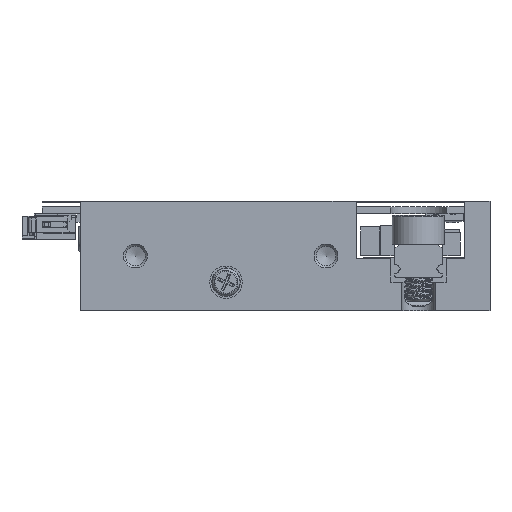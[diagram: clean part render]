
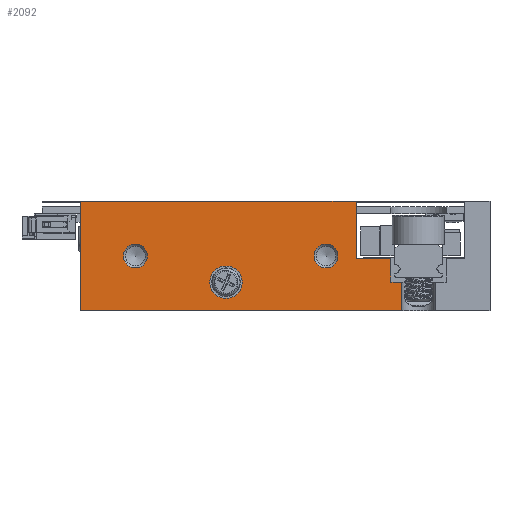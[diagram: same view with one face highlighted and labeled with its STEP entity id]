
A CAD part, left-side view. The second image highlights one B-rep face of the part: STEP entity #2092.
In plain terms, the highlighted planar face has unit normal (-1, 0, 0).
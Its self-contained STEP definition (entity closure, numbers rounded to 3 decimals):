
#1575=FACE_BOUND('',#5766,.T.);
#1576=FACE_BOUND('',#5767,.T.);
#1577=FACE_BOUND('',#5768,.T.);
#1578=FACE_BOUND('',#5769,.T.);
#2092=ADVANCED_FACE('',(#1575,#1576,#1577,#1578),#3498,.F.);
#3498=PLANE('',#28032);
#5766=EDGE_LOOP('',(#8243));
#5767=EDGE_LOOP('',(#8244));
#5768=EDGE_LOOP('',(#8245));
#5769=EDGE_LOOP('',(#8246,#8247,#8248,#8249,#8250,#8251,#8252,#8253));
#7479=CIRCLE('',#28029,1.7);
#7480=CIRCLE('',#28030,1.25);
#7481=CIRCLE('',#28031,1.25);
#8243=ORIENTED_EDGE('',*,*,#18276,.T.);
#8244=ORIENTED_EDGE('',*,*,#18277,.T.);
#8245=ORIENTED_EDGE('',*,*,#18278,.T.);
#8246=ORIENTED_EDGE('',*,*,#18256,.T.);
#8247=ORIENTED_EDGE('',*,*,#18279,.T.);
#8248=ORIENTED_EDGE('',*,*,#18280,.T.);
#8249=ORIENTED_EDGE('',*,*,#18281,.T.);
#8250=ORIENTED_EDGE('',*,*,#18282,.T.);
#8251=ORIENTED_EDGE('',*,*,#18234,.T.);
#8252=ORIENTED_EDGE('',*,*,#18208,.F.);
#8253=ORIENTED_EDGE('',*,*,#18218,.T.);
#15652=VERTEX_POINT('',#37392);
#15653=VERTEX_POINT('',#37394);
#15660=VERTEX_POINT('',#37411);
#15671=VERTEX_POINT('',#37443);
#15690=VERTEX_POINT('',#37487);
#15706=VERTEX_POINT('',#37528);
#15707=VERTEX_POINT('',#37530);
#15708=VERTEX_POINT('',#37532);
#15709=VERTEX_POINT('',#37534);
#15710=VERTEX_POINT('',#37536);
#15711=VERTEX_POINT('',#37538);
#18208=EDGE_CURVE('',#15652,#15653,#21946,.T.);
#18218=EDGE_CURVE('',#15652,#15660,#21954,.T.);
#18234=EDGE_CURVE('',#15671,#15653,#21970,.T.);
#18256=EDGE_CURVE('',#15660,#15690,#21981,.T.);
#18276=EDGE_CURVE('',#15706,#15706,#7479,.T.);
#18277=EDGE_CURVE('',#15707,#15707,#7480,.T.);
#18278=EDGE_CURVE('',#15708,#15708,#7481,.T.);
#18279=EDGE_CURVE('',#15690,#15709,#22000,.T.);
#18280=EDGE_CURVE('',#15709,#15710,#22001,.T.);
#18281=EDGE_CURVE('',#15710,#15711,#22002,.T.);
#18282=EDGE_CURVE('',#15711,#15671,#22003,.T.);
#21946=LINE('',#37393,#24985);
#21954=LINE('',#37412,#24993);
#21970=LINE('',#37442,#25009);
#21981=LINE('',#37488,#25020);
#22000=LINE('',#37533,#25039);
#22001=LINE('',#37535,#25040);
#22002=LINE('',#37537,#25041);
#22003=LINE('',#37539,#25042);
#24985=VECTOR('',#30143,1.);
#24993=VECTOR('',#30157,1.);
#25009=VECTOR('',#30181,1.);
#25020=VECTOR('',#30222,1.);
#25039=VECTOR('',#30257,1.);
#25040=VECTOR('',#30258,1.);
#25041=VECTOR('',#30259,1.);
#25042=VECTOR('',#30260,1.);
#28029=AXIS2_PLACEMENT_3D('',#37527,#30251,#30252);
#28030=AXIS2_PLACEMENT_3D('',#37529,#30253,#30254);
#28031=AXIS2_PLACEMENT_3D('',#37531,#30255,#30256);
#28032=AXIS2_PLACEMENT_3D('',#37540,#30261,#30262);
#30143=DIRECTION('',(0.,-1.,0.));
#30157=DIRECTION('',(0.,0.,-1.));
#30181=DIRECTION('',(0.,0.,1.));
#30222=DIRECTION('',(0.,-1.,0.));
#30251=DIRECTION('',(1.,0.,0.));
#30252=DIRECTION('',(0.,1.,0.));
#30253=DIRECTION('',(1.,0.,0.));
#30254=DIRECTION('',(0.,1.,0.));
#30255=DIRECTION('',(1.,0.,0.));
#30256=DIRECTION('',(0.,1.,0.));
#30257=DIRECTION('',(0.,0.,1.));
#30258=DIRECTION('',(0.,1.,0.));
#30259=DIRECTION('',(0.,0.,1.));
#30260=DIRECTION('',(0.,1.,0.));
#30261=DIRECTION('',(1.,0.,0.));
#30262=DIRECTION('',(0.,1.,0.));
#37392=CARTESIAN_POINT('',(-15.,43.,11.5));
#37393=CARTESIAN_POINT('',(-15.,43.,11.5));
#37394=CARTESIAN_POINT('',(-15.,14.05,11.5));
#37411=CARTESIAN_POINT('',(-15.,43.,0.));
#37412=CARTESIAN_POINT('',(-15.,43.,11.5));
#37442=CARTESIAN_POINT('',(-15.,14.05,5.5));
#37443=CARTESIAN_POINT('',(-15.,14.05,5.5));
#37487=CARTESIAN_POINT('',(-15.,9.25,0.));
#37488=CARTESIAN_POINT('',(-15.,43.,0.));
#37527=CARTESIAN_POINT('',(-15.,27.7,3.));
#37528=CARTESIAN_POINT('',(-15.,29.4,3.));
#37529=CARTESIAN_POINT('',(-15.,37.2,5.75));
#37530=CARTESIAN_POINT('',(-15.,38.45,5.75));
#37531=CARTESIAN_POINT('',(-15.,17.2,5.75));
#37532=CARTESIAN_POINT('',(-15.,18.45,5.75));
#37533=CARTESIAN_POINT('',(-15.,9.25,-0.3));
#37534=CARTESIAN_POINT('',(-15.,9.25,3.));
#37535=CARTESIAN_POINT('',(-15.,4.6,3.));
#37536=CARTESIAN_POINT('',(-15.,10.4,3.));
#37537=CARTESIAN_POINT('',(-15.,10.4,3.));
#37538=CARTESIAN_POINT('',(-15.,10.4,5.5));
#37539=CARTESIAN_POINT('',(-15.,10.4,5.5));
#37540=CARTESIAN_POINT('',(-15.,43.,11.5));
